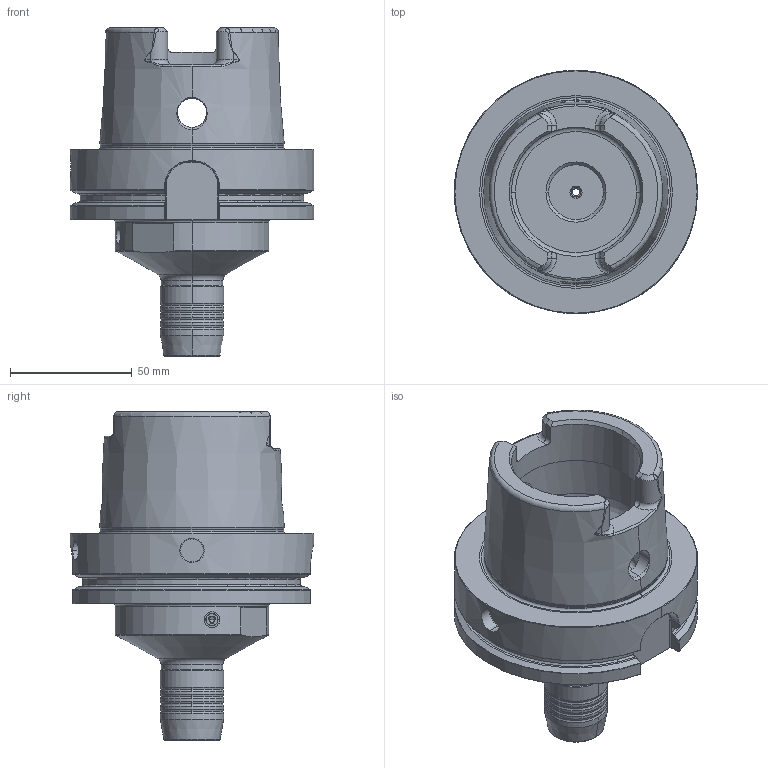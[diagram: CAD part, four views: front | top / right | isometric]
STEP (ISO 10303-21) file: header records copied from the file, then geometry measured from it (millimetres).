
FILE_DESCRIPTION (( 'STEP AP214' ), '1' );
FILE_NAME ('77.A10.006 X=85_step.STEP', '2020-09-22T06:25:05', ( '' ), ( '' ), 'SwSTEP 2.0', 'SolidWorks 2018', '' );
FILE_SCHEMA (( 'AUTOMOTIVE_DESIGN' ));
Length unit declared in the file: millimetre
Products named in the file (1): 77.A10.006 X=85_step
Bounding box: 99.93 x 99.93 x 134.9 mm (x, y, z)
Volume: 324210.7 mm3; surface area: 64594.3 mm2
Topology: 10 solids, 10 shells, 547 faces, 1294 edges, 770 vertices
Faces by surface type: cylinder 161, cone 119, plane 116, torus 109, bspline 38, sphere 4
Entity records: 27038 total; most frequent: CARTESIAN_POINT 8584, DIRECTION 2667, ORIENTED_EDGE 2544, EDGE_CURVE 1272, AXIS2_PLACEMENT_3D 1128, VERTEX_POINT 764, CIRCLE 618, EDGE_LOOP 584
